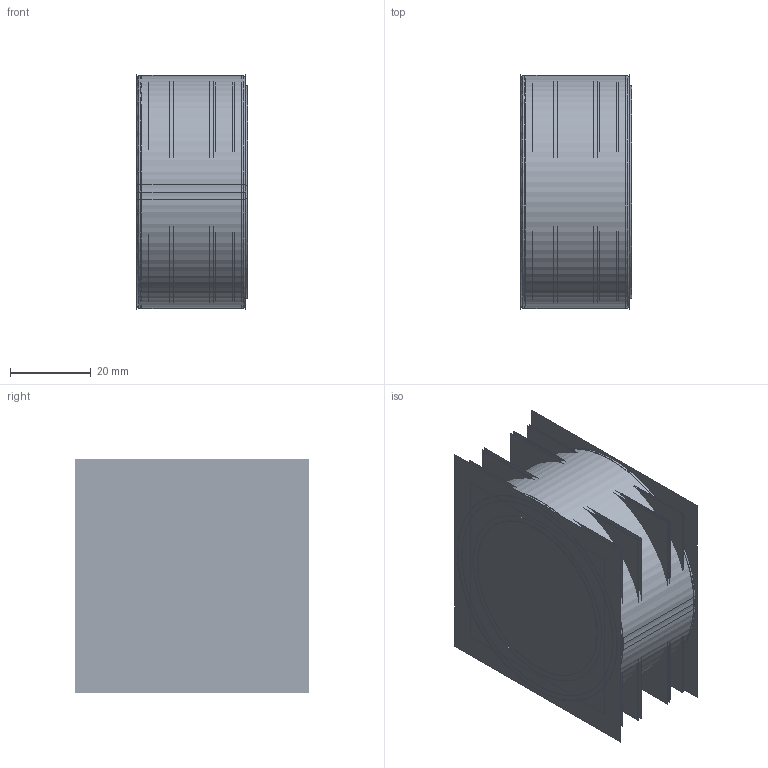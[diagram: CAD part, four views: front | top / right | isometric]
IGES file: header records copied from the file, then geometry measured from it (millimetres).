
Start section:  PTC IGES file: fp453m.igs
Global section: file name: fp453m.igs; native system: Creo Parametric by Parametric Technology Corporation; preprocessor: 2013150; author: sales 4; organization: Unknown; date: 20140325.144409; units: millimetre
Bounding box: 27.55 x 58.24 x 58.24 mm (x, y, z)
Volume: 28729.6 mm3; surface area: 444841 mm2
Topology: 55 solids, 55 shells, 6146 faces, 31988 edges, 39986 vertices
Faces by surface type: bspline 3728, revolution 2418
